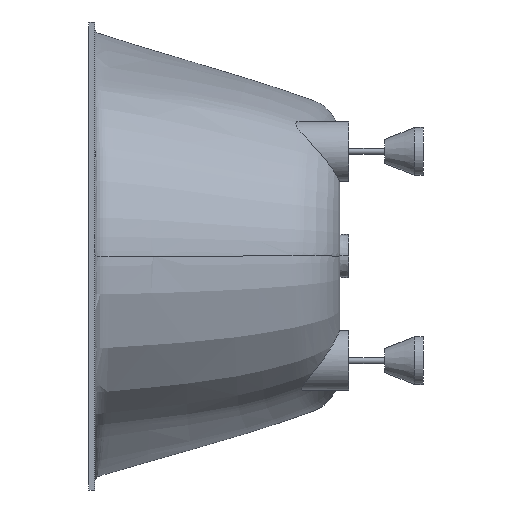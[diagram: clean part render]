
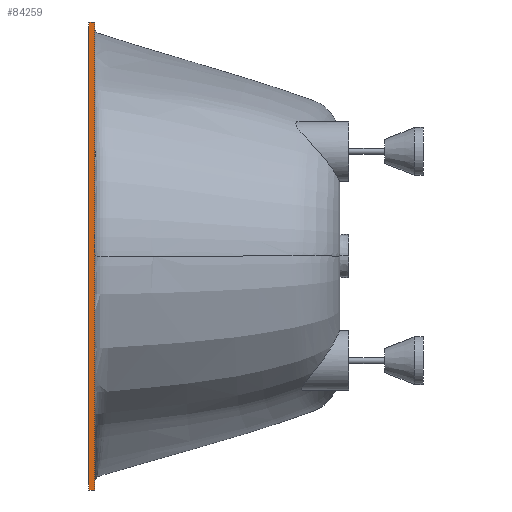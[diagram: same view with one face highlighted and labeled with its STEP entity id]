
A CAD part, left-side view. The second image highlights one B-rep face of the part: STEP entity #84259.
In plain terms, the highlighted planar face has unit normal (-1, 0, 0).
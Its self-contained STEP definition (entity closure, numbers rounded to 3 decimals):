
#411 = CARTESIAN_POINT ( 'NONE',  ( -864., 0., -391.497 ) ) ;
#6037 = LINE ( 'NONE', #44412, #109193 ) ;
#9448 = EDGE_CURVE ( 'NONE', #79404, #108148, #6037, .T. ) ;
#13367 = AXIS2_PLACEMENT_3D ( 'NONE', #119893, #33685, #72072 ) ;
#16008 = CARTESIAN_POINT ( 'NONE',  ( -864., 0., 391.497 ) ) ;
#16838 = EDGE_LOOP ( 'NONE', ( #47786, #43230, #77190, #59229 ) ) ;
#19080 = LINE ( 'NONE', #57461, #113979 ) ;
#19316 = CARTESIAN_POINT ( 'NONE',  ( -864., -10., 391.497 ) ) ;
#29802 = DIRECTION ( 'NONE',  ( 0., 1., 0. ) ) ;
#30927 = VERTEX_POINT ( 'NONE', #108143 ) ;
#33685 = DIRECTION ( 'NONE',  ( -1., 0., 0. ) ) ;
#41879 = EDGE_CURVE ( 'NONE', #30927, #97410, #105523, .T. ) ;
#43119 = FACE_OUTER_BOUND ( 'NONE', #16838, .T. ) ;
#43230 = ORIENTED_EDGE ( 'NONE', *, *, #74979, .F. ) ;
#44412 = CARTESIAN_POINT ( 'NONE',  ( -864., 0., 391.497 ) ) ;
#47786 = ORIENTED_EDGE ( 'NONE', *, *, #9448, .F. ) ;
#57461 = CARTESIAN_POINT ( 'NONE',  ( -864., -10., 391.497 ) ) ;
#57699 = DIRECTION ( 'NONE',  ( 0., 0., 1. ) ) ;
#59229 = ORIENTED_EDGE ( 'NONE', *, *, #123223, .T. ) ;
#72072 = DIRECTION ( 'NONE',  ( 0., 0., 1. ) ) ;
#74979 = EDGE_CURVE ( 'NONE', #30927, #79404, #77627, .T. ) ;
#77190 = ORIENTED_EDGE ( 'NONE', *, *, #41879, .T. ) ;
#77627 = LINE ( 'NONE', #116022, #103333 ) ;
#79404 = VERTEX_POINT ( 'NONE', #411 ) ;
#81507 = PLANE ( 'NONE',  #13367 ) ;
#82795 = DIRECTION ( 'NONE',  ( 0., 0., 1. ) ) ;
#84259 = ADVANCED_FACE ( 'NONE', ( #43119 ), #81507, .T. ) ;
#87165 = VECTOR ( 'NONE', #57699, 1000. ) ;
#95847 = DIRECTION ( 'NONE',  ( 0., 1., 0. ) ) ;
#97410 = VERTEX_POINT ( 'NONE', #121153 ) ;
#103333 = VECTOR ( 'NONE', #29802, 1000. ) ;
#105523 = LINE ( 'NONE', #19316, #87165 ) ;
#108143 = CARTESIAN_POINT ( 'NONE',  ( -864., -10., -391.497 ) ) ;
#108148 = VERTEX_POINT ( 'NONE', #16008 ) ;
#109193 = VECTOR ( 'NONE', #82795, 1000. ) ;
#113979 = VECTOR ( 'NONE', #95847, 1000. ) ;
#116022 = CARTESIAN_POINT ( 'NONE',  ( -864., -10., -391.497 ) ) ;
#119893 = CARTESIAN_POINT ( 'NONE',  ( -864., -10., 391.497 ) ) ;
#121153 = CARTESIAN_POINT ( 'NONE',  ( -864., -10., 391.497 ) ) ;
#123223 = EDGE_CURVE ( 'NONE', #97410, #108148, #19080, .T. ) ;
